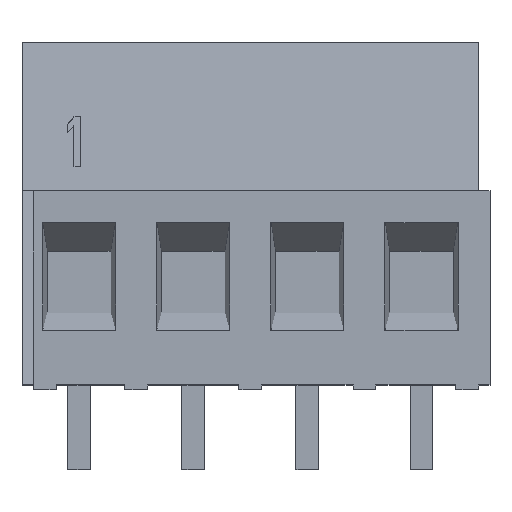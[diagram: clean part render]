
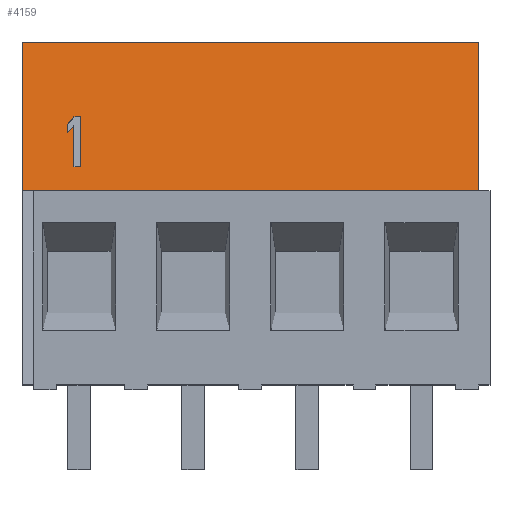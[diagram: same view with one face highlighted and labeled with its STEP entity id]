
A CAD part, top view. The second image highlights one B-rep face of the part: STEP entity #4159.
In plain terms, the highlighted planar face has unit normal (0, 0.137, 0.991).
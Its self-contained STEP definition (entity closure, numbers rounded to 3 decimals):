
#166=DIRECTION('',(0.,-0.991,0.137));
#167=VECTOR('',#166,6.562);
#168=CARTESIAN_POINT('',(-10.,0.,-1.3));
#169=LINE('',#168,#167);
#670=DIRECTION('',(0.,-0.991,0.137));
#671=VECTOR('',#670,6.562);
#672=CARTESIAN_POINT('',(10.,0.,-1.3));
#673=LINE('',#672,#671);
#710=DIRECTION('',(1.,0.,0.));
#711=VECTOR('',#710,19.5);
#712=CARTESIAN_POINT('',(-9.5,-6.5,-0.4));
#713=LINE('',#712,#711);
#1142=DIRECTION('',(1.,0.,0.));
#1143=VECTOR('',#1142,0.5);
#1144=CARTESIAN_POINT('',(-10.,-6.5,-0.4));
#1145=LINE('',#1144,#1143);
#1146=DIRECTION('',(1.,0.,0.));
#1147=VECTOR('',#1146,20.);
#1148=CARTESIAN_POINT('',(-10.,0.,-1.3));
#1149=LINE('',#1148,#1147);
#1150=DIRECTION('',(0.,0.991,-0.137));
#1151=VECTOR('',#1150,2.222);
#1152=CARTESIAN_POINT('',(-7.445,-5.448,-0.546));
#1153=LINE('',#1152,#1151);
#1154=DIRECTION('',(-1.,0.,0.));
#1155=VECTOR('',#1154,0.278);
#1156=CARTESIAN_POINT('',(-7.445,-3.247,-0.85));
#1157=LINE('',#1156,#1155);
#1158=DIRECTION('',(-0.643,-0.759,0.105));
#1159=VECTOR('',#1158,0.432);
#1160=CARTESIAN_POINT('',(-7.722,-3.247,-0.85));
#1161=LINE('',#1160,#1159);
#1162=DIRECTION('',(0.,-0.991,0.137));
#1163=VECTOR('',#1162,0.378);
#1164=CARTESIAN_POINT('',(-8.,-3.575,-0.805));
#1165=LINE('',#1164,#1163);
#1166=DIRECTION('',(0.643,0.759,-0.105));
#1167=VECTOR('',#1166,0.432);
#1168=CARTESIAN_POINT('',(-8.,-3.949,-0.753));
#1169=LINE('',#1168,#1167);
#1170=DIRECTION('',(0.,-0.991,0.137));
#1171=VECTOR('',#1170,1.844);
#1172=CARTESIAN_POINT('',(-7.722,-3.622,-0.799));
#1173=LINE('',#1172,#1171);
#1174=DIRECTION('',(1.,0.,0.));
#1175=VECTOR('',#1174,0.278);
#1176=CARTESIAN_POINT('',(-7.722,-5.448,-0.546));
#1177=LINE('',#1176,#1175);
#2204=CARTESIAN_POINT('',(-10.,0.,-1.3));
#2205=VERTEX_POINT('',#2204);
#2212=CARTESIAN_POINT('',(10.,0.,-1.3));
#2213=VERTEX_POINT('',#2212);
#2234=CARTESIAN_POINT('',(-9.5,-6.5,-0.4));
#2236=VERTEX_POINT('',#2234);
#2622=CARTESIAN_POINT('',(-7.445,-5.448,-0.546));
#2623=VERTEX_POINT('',#2622);
#2624=CARTESIAN_POINT('',(-7.445,-3.247,-0.85));
#2625=VERTEX_POINT('',#2624);
#2626=CARTESIAN_POINT('',(-7.722,-3.247,-0.85));
#2627=VERTEX_POINT('',#2626);
#2628=CARTESIAN_POINT('',(-8.,-3.575,-0.805));
#2629=VERTEX_POINT('',#2628);
#2630=CARTESIAN_POINT('',(-8.,-3.949,-0.753));
#2631=VERTEX_POINT('',#2630);
#2632=CARTESIAN_POINT('',(-7.722,-3.622,-0.799));
#2633=VERTEX_POINT('',#2632);
#2634=CARTESIAN_POINT('',(-7.722,-5.448,-0.546));
#2635=VERTEX_POINT('',#2634);
#2636=CARTESIAN_POINT('',(10.,-6.5,-0.4));
#2637=VERTEX_POINT('',#2636);
#2638=CARTESIAN_POINT('',(-10.,-6.5,-0.4));
#2639=VERTEX_POINT('',#2638);
#4131=CARTESIAN_POINT('',(-10.,0.,-1.3));
#4132=DIRECTION('',(0.,0.137,0.991));
#4133=DIRECTION('',(0.,-0.991,0.137));
#4134=AXIS2_PLACEMENT_3D('',#4131,#4132,#4133);
#4135=PLANE('',#4134);
#4136=ORIENTED_EDGE('',*,*,#2836,.F.);
#4137=ORIENTED_EDGE('',*,*,#2821,.F.);
#4138=ORIENTED_EDGE('',*,*,#4102,.T.);
#4139=ORIENTED_EDGE('',*,*,#3403,.T.);
#4140=ORIENTED_EDGE('',*,*,#3497,.F.);
#4141=EDGE_LOOP('',(#4136,#4137,#4138,#4139,#4140));
#4142=FACE_OUTER_BOUND('',#4141,.F.);
#4144=ORIENTED_EDGE('',*,*,#4143,.T.);
#4146=ORIENTED_EDGE('',*,*,#4145,.T.);
#4148=ORIENTED_EDGE('',*,*,#4147,.T.);
#4150=ORIENTED_EDGE('',*,*,#4149,.T.);
#4152=ORIENTED_EDGE('',*,*,#4151,.T.);
#4154=ORIENTED_EDGE('',*,*,#4153,.T.);
#4156=ORIENTED_EDGE('',*,*,#4155,.T.);
#4157=EDGE_LOOP('',(#4144,#4146,#4148,#4150,#4152,#4154,#4156));
#4158=FACE_BOUND('',#4157,.F.);
#2821=EDGE_CURVE('',#2205,#2639,#169,.T.);
#2836=EDGE_CURVE('',#2639,#2236,#1145,.T.);
#3403=EDGE_CURVE('',#2213,#2637,#673,.T.);
#3497=EDGE_CURVE('',#2236,#2637,#713,.T.);
#4102=EDGE_CURVE('',#2205,#2213,#1149,.T.);
#4143=EDGE_CURVE('',#2623,#2625,#1153,.T.);
#4145=EDGE_CURVE('',#2625,#2627,#1157,.T.);
#4147=EDGE_CURVE('',#2627,#2629,#1161,.T.);
#4149=EDGE_CURVE('',#2629,#2631,#1165,.T.);
#4151=EDGE_CURVE('',#2631,#2633,#1169,.T.);
#4153=EDGE_CURVE('',#2633,#2635,#1173,.T.);
#4155=EDGE_CURVE('',#2635,#2623,#1177,.T.);
#4159=ADVANCED_FACE('',(#4142,#4158),#4135,.T.);
